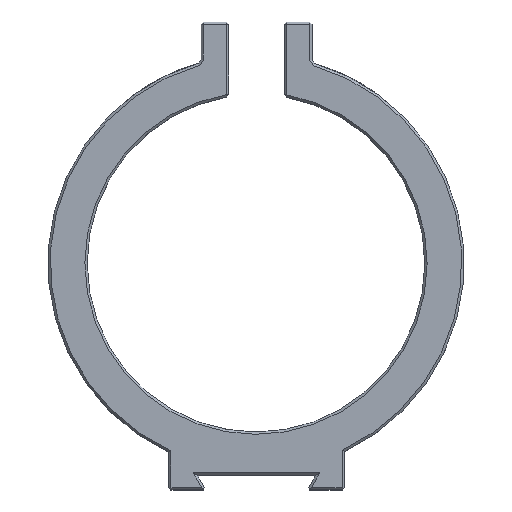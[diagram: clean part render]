
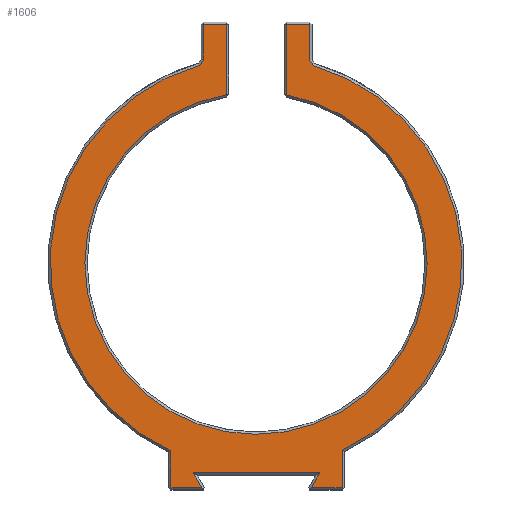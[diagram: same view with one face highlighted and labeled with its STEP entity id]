
A CAD part, top view. The second image highlights one B-rep face of the part: STEP entity #1606.
In plain terms, the highlighted planar face has unit normal (0, 0, 1).
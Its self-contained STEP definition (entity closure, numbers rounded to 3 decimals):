
#51=PLANE('',#1729);
#142=CIRCLE('',#1730,44.5);
#143=CIRCLE('',#1731,44.5);
#144=CIRCLE('',#1732,37.);
#180=ORIENTED_EDGE('',*,*,#644,.T.);
#181=ORIENTED_EDGE('',*,*,#645,.T.);
#182=ORIENTED_EDGE('',*,*,#646,.T.);
#183=ORIENTED_EDGE('',*,*,#647,.T.);
#184=ORIENTED_EDGE('',*,*,#648,.T.);
#185=ORIENTED_EDGE('',*,*,#649,.T.);
#186=ORIENTED_EDGE('',*,*,#650,.T.);
#187=ORIENTED_EDGE('',*,*,#651,.T.);
#188=ORIENTED_EDGE('',*,*,#652,.T.);
#189=ORIENTED_EDGE('',*,*,#653,.F.);
#190=ORIENTED_EDGE('',*,*,#654,.T.);
#191=ORIENTED_EDGE('',*,*,#655,.T.);
#192=ORIENTED_EDGE('',*,*,#656,.T.);
#193=ORIENTED_EDGE('',*,*,#657,.T.);
#194=ORIENTED_EDGE('',*,*,#658,.T.);
#195=ORIENTED_EDGE('',*,*,#659,.T.);
#196=ORIENTED_EDGE('',*,*,#660,.T.);
#197=ORIENTED_EDGE('',*,*,#661,.F.);
#644=EDGE_CURVE('',#876,#877,#142,.T.);
#645=EDGE_CURVE('',#877,#878,#1010,.T.);
#646=EDGE_CURVE('',#878,#879,#1011,.T.);
#647=EDGE_CURVE('',#879,#880,#1012,.T.);
#648=EDGE_CURVE('',#880,#881,#1013,.T.);
#649=EDGE_CURVE('',#881,#882,#1014,.T.);
#650=EDGE_CURVE('',#882,#883,#1015,.T.);
#651=EDGE_CURVE('',#883,#884,#1016,.T.);
#652=EDGE_CURVE('',#884,#885,#143,.T.);
#653=EDGE_CURVE('',#886,#885,#1017,.T.);
#654=EDGE_CURVE('',#886,#887,#1018,.T.);
#655=EDGE_CURVE('',#887,#888,#1019,.T.);
#656=EDGE_CURVE('',#888,#889,#1020,.T.);
#657=EDGE_CURVE('',#889,#890,#144,.F.);
#658=EDGE_CURVE('',#890,#891,#1021,.T.);
#659=EDGE_CURVE('',#891,#892,#1022,.T.);
#660=EDGE_CURVE('',#892,#893,#1023,.T.);
#661=EDGE_CURVE('',#876,#893,#1024,.T.);
#876=VERTEX_POINT('',#2347);
#877=VERTEX_POINT('',#2348);
#878=VERTEX_POINT('',#2350);
#879=VERTEX_POINT('',#2352);
#880=VERTEX_POINT('',#2354);
#881=VERTEX_POINT('',#2356);
#882=VERTEX_POINT('',#2358);
#883=VERTEX_POINT('',#2360);
#884=VERTEX_POINT('',#2362);
#885=VERTEX_POINT('',#2364);
#886=VERTEX_POINT('',#2366);
#887=VERTEX_POINT('',#2368);
#888=VERTEX_POINT('',#2370);
#889=VERTEX_POINT('',#2372);
#890=VERTEX_POINT('',#2374);
#891=VERTEX_POINT('',#2376);
#892=VERTEX_POINT('',#2378);
#893=VERTEX_POINT('',#2380);
#1010=LINE('',#2349,#1192);
#1011=LINE('',#2351,#1193);
#1012=LINE('',#2353,#1194);
#1013=LINE('',#2355,#1195);
#1014=LINE('',#2357,#1196);
#1015=LINE('',#2359,#1197);
#1016=LINE('',#2361,#1198);
#1017=LINE('',#2365,#1199);
#1018=LINE('',#2367,#1200);
#1019=LINE('',#2369,#1201);
#1020=LINE('',#2371,#1202);
#1021=LINE('',#2375,#1203);
#1022=LINE('',#2377,#1204);
#1023=LINE('',#2379,#1205);
#1024=LINE('',#2381,#1206);
#1192=VECTOR('',#1888,1000.);
#1193=VECTOR('',#1889,1000.);
#1194=VECTOR('',#1890,1000.);
#1195=VECTOR('',#1891,1000.);
#1196=VECTOR('',#1892,1000.);
#1197=VECTOR('',#1893,1000.);
#1198=VECTOR('',#1894,1000.);
#1199=VECTOR('',#1897,1000.);
#1200=VECTOR('',#1898,1000.);
#1201=VECTOR('',#1899,1000.);
#1202=VECTOR('',#1900,1000.);
#1203=VECTOR('',#1903,1000.);
#1204=VECTOR('',#1904,1000.);
#1205=VECTOR('',#1905,1000.);
#1206=VECTOR('',#1906,1000.);
#1371=EDGE_LOOP('',(#180,#181,#182,#183,#184,#185,#186,#187,#188,#189,#190,
#191,#192,#193,#194,#195,#196,#197));
#1485=FACE_BOUND('',#1371,.T.);
#1606=ADVANCED_FACE('',(#1485),#51,.T.);
#1729=AXIS2_PLACEMENT_3D('',#2345,#1884,#1885);
#1730=AXIS2_PLACEMENT_3D('',#2346,#1886,#1887);
#1731=AXIS2_PLACEMENT_3D('',#2363,#1895,#1896);
#1732=AXIS2_PLACEMENT_3D('',#2373,#1901,#1902);
#1884=DIRECTION('',(0.,0.,1.));
#1885=DIRECTION('',(1.,0.,0.));
#1886=DIRECTION('',(0.,0.,1.));
#1887=DIRECTION('',(1.,0.,0.));
#1888=DIRECTION('',(0.,-1.,0.));
#1889=DIRECTION('',(1.,0.,0.));
#1890=DIRECTION('',(-0.5,0.866,0.));
#1891=DIRECTION('',(1.,0.,0.));
#1892=DIRECTION('',(-0.5,-0.866,0.));
#1893=DIRECTION('',(1.,0.,0.));
#1894=DIRECTION('',(0.,1.,0.));
#1895=DIRECTION('',(0.,0.,1.));
#1896=DIRECTION('',(1.,0.,0.));
#1897=DIRECTION('',(0.6,-0.8,0.));
#1898=DIRECTION('',(0.,1.,0.));
#1899=DIRECTION('',(-1.,0.,0.));
#1900=DIRECTION('',(0.,-1.,0.));
#1901=DIRECTION('',(0.,0.,1.));
#1902=DIRECTION('',(1.,0.,0.));
#1903=DIRECTION('',(0.,1.,0.));
#1904=DIRECTION('',(-1.,0.,0.));
#1905=DIRECTION('',(0.,-1.,0.));
#1906=DIRECTION('',(0.602,0.798,0.));
#2345=CARTESIAN_POINT('',(0.,0.,184.5));
#2346=CARTESIAN_POINT('',(0.,0.,184.5));
#2347=CARTESIAN_POINT('',(-12.222,42.789,184.5));
#2348=CARTESIAN_POINT('',(-18.381,-40.526,184.5));
#2349=CARTESIAN_POINT('',(-18.381,-49.,184.5));
#2350=CARTESIAN_POINT('',(-18.381,-48.5,184.5));
#2351=CARTESIAN_POINT('',(-10.881,-48.5,184.5));
#2352=CARTESIAN_POINT('',(-11.747,-48.5,184.5));
#2353=CARTESIAN_POINT('',(-29.811,-17.212,184.5));
#2354=CARTESIAN_POINT('',(-13.592,-45.304,184.5));
#2355=CARTESIAN_POINT('',(0.,-45.304,184.5));
#2356=CARTESIAN_POINT('',(13.835,-45.304,184.5));
#2357=CARTESIAN_POINT('',(29.993,-17.317,184.5));
#2358=CARTESIAN_POINT('',(11.99,-48.5,184.5));
#2359=CARTESIAN_POINT('',(19.124,-48.5,184.5));
#2360=CARTESIAN_POINT('',(18.624,-48.5,184.5));
#2361=CARTESIAN_POINT('',(18.624,-40.734,184.5));
#2362=CARTESIAN_POINT('',(18.624,-40.415,184.5));
#2363=CARTESIAN_POINT('',(0.,0.,184.5));
#2364=CARTESIAN_POINT('',(12.461,42.72,184.5));
#2365=CARTESIAN_POINT('',(28.481,21.36,184.5));
#2366=CARTESIAN_POINT('',(11.621,43.84,184.5));
#2367=CARTESIAN_POINT('',(11.621,52.15,184.5));
#2368=CARTESIAN_POINT('',(11.621,51.65,184.5));
#2369=CARTESIAN_POINT('',(6.121,51.65,184.5));
#2370=CARTESIAN_POINT('',(6.621,51.65,184.5));
#2371=CARTESIAN_POINT('',(6.621,35.983,184.5));
#2372=CARTESIAN_POINT('',(6.621,36.403,184.5));
#2373=CARTESIAN_POINT('',(0.,0.,184.5));
#2374=CARTESIAN_POINT('',(-6.379,36.446,184.5));
#2375=CARTESIAN_POINT('',(-6.379,52.15,184.5));
#2376=CARTESIAN_POINT('',(-6.379,51.65,184.5));
#2377=CARTESIAN_POINT('',(-11.879,51.65,184.5));
#2378=CARTESIAN_POINT('',(-11.379,51.65,184.5));
#2379=CARTESIAN_POINT('',(-11.379,43.404,184.5));
#2380=CARTESIAN_POINT('',(-11.379,43.907,184.5));
#2381=CARTESIAN_POINT('',(-28.361,21.394,184.5));
